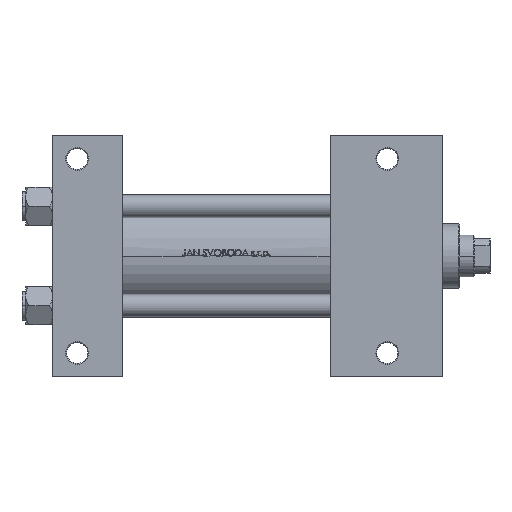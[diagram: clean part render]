
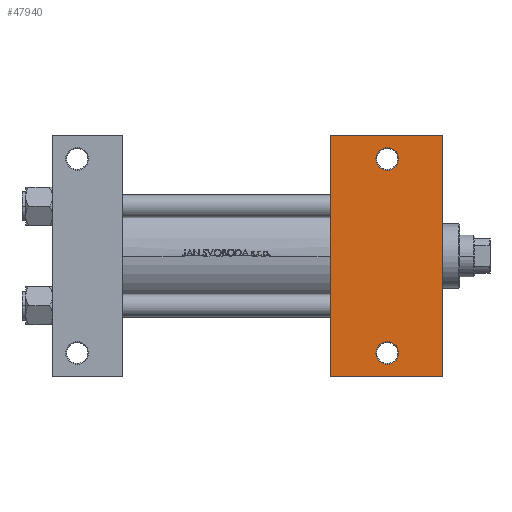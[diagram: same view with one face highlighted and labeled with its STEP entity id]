
A CAD part, front view. The second image highlights one B-rep face of the part: STEP entity #47940.
In plain terms, the highlighted face is planar.
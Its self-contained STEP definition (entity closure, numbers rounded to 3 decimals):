
#2575 = CIRCLE ( 'NONE', #41555, 5.999 ) ;
#2728 = AXIS2_PLACEMENT_3D ( 'NONE', #26261, #4552, #34949 ) ;
#2964 = DIRECTION ( 'NONE',  ( -1., 0., 0. ) ) ;
#3829 = DIRECTION ( 'NONE',  ( -1., 0., 0. ) ) ;
#4552 = DIRECTION ( 'NONE',  ( 0., 0., 1. ) ) ;
#5560 = VERTEX_POINT ( 'NONE', #25134 ) ;
#6547 = EDGE_CURVE ( 'NONE', #11107, #5560, #41125, .T. ) ;
#7159 = EDGE_LOOP ( 'NONE', ( #9496, #29341, #11855, #26655 ) ) ;
#7333 = EDGE_LOOP ( 'NONE', ( #18252, #11950 ) ) ;
#7951 = AXIS2_PLACEMENT_3D ( 'NONE', #22078, #37241, #40250 ) ;
#8023 = VERTEX_POINT ( 'NONE', #23945 ) ;
#9310 = AXIS2_PLACEMENT_3D ( 'NONE', #35494, #13333, #31520 ) ;
#9496 = ORIENTED_EDGE ( 'NONE', *, *, #32960, .F. ) ;
#9507 = DIRECTION ( 'NONE',  ( 1., 0., 0. ) ) ;
#9746 = LINE ( 'NONE', #44608, #24681 ) ;
#10716 = CARTESIAN_POINT ( 'NONE',  ( 176., -51., -37.5 ) ) ;
#10718 = EDGE_CURVE ( 'NONE', #43326, #31990, #18808, .T. ) ;
#11107 = VERTEX_POINT ( 'NONE', #33922 ) ;
#11486 = DIRECTION ( 'NONE',  ( -1., 0., 0. ) ) ;
#11855 = ORIENTED_EDGE ( 'NONE', *, *, #43748, .T. ) ;
#11950 = ORIENTED_EDGE ( 'NONE', *, *, #33389, .T. ) ;
#11959 = CARTESIAN_POINT ( 'NONE',  ( 205., -63.5, -37.5 ) ) ;
#12345 = VECTOR ( 'NONE', #36937, 1000. ) ;
#12652 = CARTESIAN_POINT ( 'NONE',  ( 146., -63.5, -37.5 ) ) ;
#13085 = FACE_BOUND ( 'NONE', #7333, .T. ) ;
#13333 = DIRECTION ( 'NONE',  ( 0., 0., -1. ) ) ;
#14436 = EDGE_CURVE ( 'NONE', #32138, #17086, #40558, .T. ) ;
#15083 = EDGE_CURVE ( 'NONE', #16742, #8023, #9746, .T. ) ;
#15783 = CARTESIAN_POINT ( 'NONE',  ( 146., 63.5, -37.5 ) ) ;
#16742 = VERTEX_POINT ( 'NONE', #15783 ) ;
#17086 = VERTEX_POINT ( 'NONE', #23689 ) ;
#17882 = VECTOR ( 'NONE', #31828, 1000. ) ;
#18252 = ORIENTED_EDGE ( 'NONE', *, *, #6547, .T. ) ;
#18717 = CARTESIAN_POINT ( 'NONE',  ( 176., 51., -37.5 ) ) ;
#18808 = LINE ( 'NONE', #33984, #21349 ) ;
#21349 = VECTOR ( 'NONE', #3829, 1000. ) ;
#22078 = CARTESIAN_POINT ( 'NONE',  ( 176., -51., -37.5 ) ) ;
#23689 = CARTESIAN_POINT ( 'NONE',  ( 181.999, -51., -37.5 ) ) ;
#23945 = CARTESIAN_POINT ( 'NONE',  ( 205., 63.5, -37.5 ) ) ;
#24681 = VECTOR ( 'NONE', #9507, 1000. ) ;
#24766 = EDGE_LOOP ( 'NONE', ( #37562, #30443 ) ) ;
#25134 = CARTESIAN_POINT ( 'NONE',  ( 181.999, 51., -37.5 ) ) ;
#25265 = CARTESIAN_POINT ( 'NONE',  ( 205., 37.5, -37.5 ) ) ;
#26183 = DIRECTION ( 'NONE',  ( 0., 0., 1. ) ) ;
#26261 = CARTESIAN_POINT ( 'NONE',  ( 176., 51., -37.5 ) ) ;
#26649 = CIRCLE ( 'NONE', #2728, 5.999 ) ;
#26655 = ORIENTED_EDGE ( 'NONE', *, *, #10718, .T. ) ;
#29341 = ORIENTED_EDGE ( 'NONE', *, *, #15083, .T. ) ;
#30443 = ORIENTED_EDGE ( 'NONE', *, *, #37194, .T. ) ;
#30536 = CARTESIAN_POINT ( 'NONE',  ( 170.001, -51., -37.5 ) ) ;
#31274 = FACE_BOUND ( 'NONE', #24766, .T. ) ;
#31520 = DIRECTION ( 'NONE',  ( -1., 0., 0. ) ) ;
#31828 = DIRECTION ( 'NONE',  ( 0., -1., 0. ) ) ;
#31990 = VERTEX_POINT ( 'NONE', #12652 ) ;
#32138 = VERTEX_POINT ( 'NONE', #30536 ) ;
#32320 = LINE ( 'NONE', #47011, #17882 ) ;
#32960 = EDGE_CURVE ( 'NONE', #16742, #31990, #32320, .T. ) ;
#33389 = EDGE_CURVE ( 'NONE', #5560, #11107, #26649, .T. ) ;
#33922 = CARTESIAN_POINT ( 'NONE',  ( 170.001, 51., -37.5 ) ) ;
#33984 = CARTESIAN_POINT ( 'NONE',  ( 146., -63.5, -37.5 ) ) ;
#34949 = DIRECTION ( 'NONE',  ( -1., 0., 0. ) ) ;
#35494 = CARTESIAN_POINT ( 'NONE',  ( 205., 37.5, -37.5 ) ) ;
#36937 = DIRECTION ( 'NONE',  ( 0., -1., 0. ) ) ;
#37194 = EDGE_CURVE ( 'NONE', #17086, #32138, #2575, .T. ) ;
#37241 = DIRECTION ( 'NONE',  ( 0., 0., 1. ) ) ;
#37562 = ORIENTED_EDGE ( 'NONE', *, *, #14436, .T. ) ;
#38750 = AXIS2_PLACEMENT_3D ( 'NONE', #18717, #26183, #11486 ) ;
#40191 = LINE ( 'NONE', #25265, #12345 ) ;
#40250 = DIRECTION ( 'NONE',  ( -1., 0., 0. ) ) ;
#40558 = CIRCLE ( 'NONE', #7951, 5.999 ) ;
#41125 = CIRCLE ( 'NONE', #38750, 5.999 ) ;
#41326 = DIRECTION ( 'NONE',  ( 0., 0., 1. ) ) ;
#41555 = AXIS2_PLACEMENT_3D ( 'NONE', #10716, #41326, #2964 ) ;
#43326 = VERTEX_POINT ( 'NONE', #11959 ) ;
#43748 = EDGE_CURVE ( 'NONE', #8023, #43326, #40191, .T. ) ;
#44608 = CARTESIAN_POINT ( 'NONE',  ( 146., 63.5, -37.5 ) ) ;
#46458 = FACE_OUTER_BOUND ( 'NONE', #7159, .T. ) ;
#47011 = CARTESIAN_POINT ( 'NONE',  ( 146., 37.5, -37.5 ) ) ;
#47434 = PLANE ( 'NONE',  #9310 ) ;
#47940 = ADVANCED_FACE ( 'NONE', ( #13085, #31274, #46458 ), #47434, .T. ) ;
